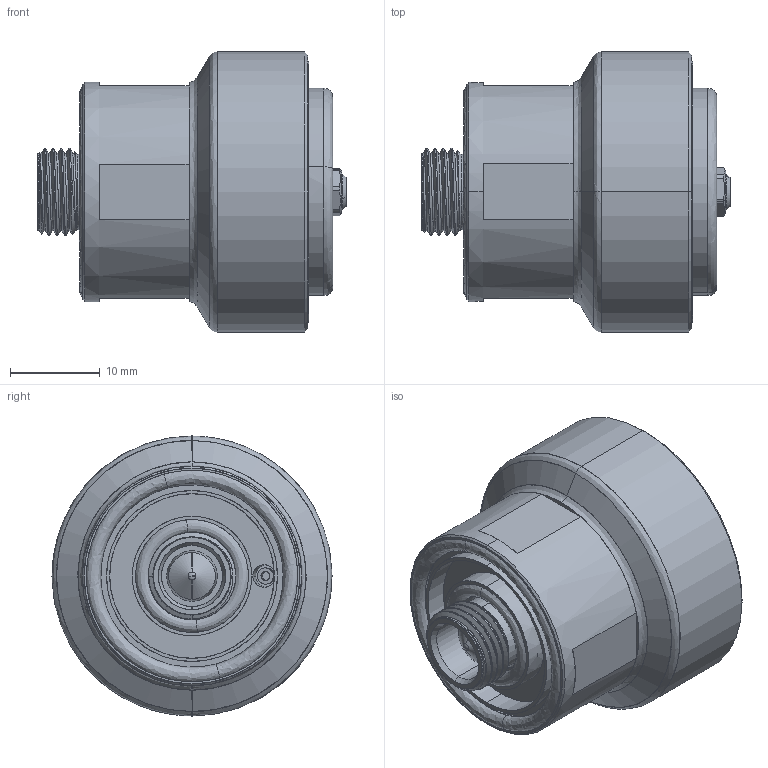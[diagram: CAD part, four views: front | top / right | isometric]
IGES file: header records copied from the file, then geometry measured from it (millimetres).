
Start section: SolidWorks IGES file using analytic representation for surfaces
Global section: file name: ENR-2-MM-SSV.IGS; native system: SolidWorks 2019; preprocessor: SolidWorks 2019; author: WTsang; date: 210330.132143; units: millimetre
Bounding box: 34.26 x 31.15 x 31.15 mm (x, y, z)
Surface area: 5442.2 mm2 (no closed solid volume)
Topology: 0 solids, 0 shells, 177 faces, 2503 edges, 2501 vertices
Faces by surface type: revolution 98, bspline 79
